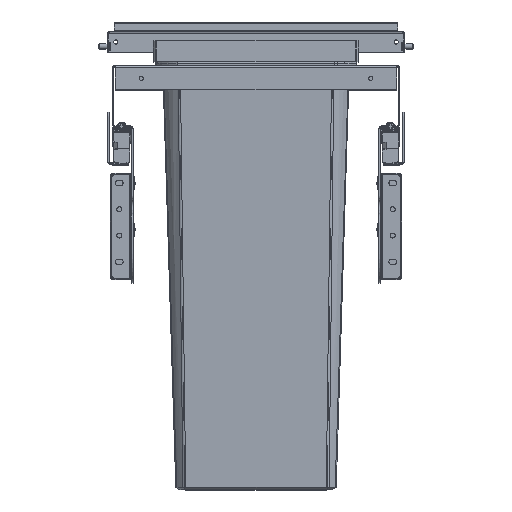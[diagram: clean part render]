
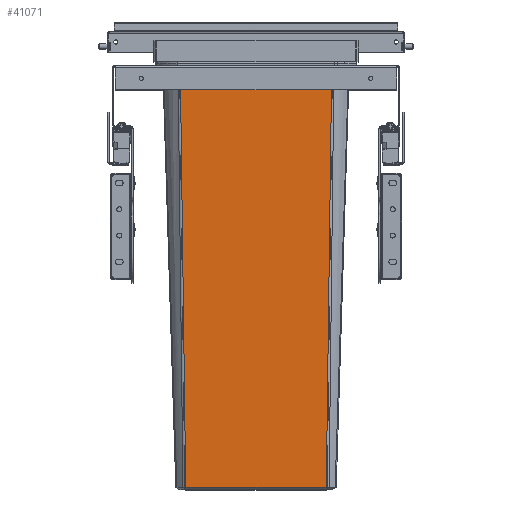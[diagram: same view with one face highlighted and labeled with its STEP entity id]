
A CAD part, top view. The second image highlights one B-rep face of the part: STEP entity #41071.
In plain terms, the highlighted planar face has unit normal (0, -0.031, 1).
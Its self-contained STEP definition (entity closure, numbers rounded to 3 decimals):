
#9055=EDGE_CURVE('9829',#20837,#20834,#20838,.T.);
#9131=EDGE_CURVE('9805',#20834,#20931,#20934,.T.);
#9133=EDGE_CURVE('9813',#20936,#20931,#20937,.T.);
#9135=EDGE_CURVE('9768',#20837,#20936,#20939,.T.);
#20834=VERTEX_POINT('',#40084);
#20837=VERTEX_POINT('',#40095);
#20838=LINE('',#40096,#40097);
#20931=VERTEX_POINT('',#40394);
#20934=B_SPLINE_CURVE_WITH_KNOTS('',3,(#40404,#40405,#40406,#40407,#40408,#40409),.UNSPECIFIED.,.F.,.F.,(4,1,1,4),(0.0,0.333,0.667,1.0),.UNSPECIFIED.);
#20936=VERTEX_POINT('',#40412);
#20937=LINE('',#40413,#40414);
#20939=B_SPLINE_CURVE_WITH_KNOTS('',3,(#40417,#40418,#40419,#40420,#40421,#40422),.UNSPECIFIED.,.F.,.F.,(4,1,1,4),(0.0,0.333,0.667,1.0),.UNSPECIFIED.);
#40084=CARTESIAN_POINT('',(-92.43,9.8,-15.429));
#40095=CARTESIAN_POINT('',(92.43,9.8,-15.429));
#40096=CARTESIAN_POINT('',(92.43,9.8,-15.429));
#40097=VECTOR('',#62078,184.86);
#40394=CARTESIAN_POINT('',(-85.632,-514.329,-31.767));
#40404=CARTESIAN_POINT('',(-92.43,9.8,-15.429));
#40405=CARTESIAN_POINT('',(-91.582,-56.972,-17.51));
#40406=CARTESIAN_POINT('',(-89.951,-184.81,-21.495));
#40407=CARTESIAN_POINT('',(-87.716,-358.071,-26.896));
#40408=CARTESIAN_POINT('',(-86.313,-463.993,-30.198));
#40409=CARTESIAN_POINT('',(-85.632,-514.329,-31.767));
#40412=CARTESIAN_POINT('',(85.632,-514.329,-31.767));
#40413=CARTESIAN_POINT('',(85.632,-514.329,-31.767));
#40414=VECTOR('',#62094,171.264);
#40417=CARTESIAN_POINT('',(92.43,9.8,-15.429));
#40418=CARTESIAN_POINT('',(91.582,-56.972,-17.51));
#40419=CARTESIAN_POINT('',(89.951,-184.809,-21.495));
#40420=CARTESIAN_POINT('',(87.716,-358.07,-26.896));
#40421=CARTESIAN_POINT('',(86.313,-463.993,-30.198));
#40422=CARTESIAN_POINT('',(85.632,-514.329,-31.767));
#41071=ADVANCED_FACE('7142',(#62462),#62463,.T.);
#62078=DIRECTION('',(-1.0,0.,0.0));
#62094=DIRECTION('',(-1.0,0.,0.0));
#62462=FACE_OUTER_BOUND('',#80460,.T.);
#62463=PLANE('',#80461);
#80460=EDGE_LOOP('',(#94964,#94965,#94966,#94967));
#80461=AXIS2_PLACEMENT_3D('',#94968,#94969,#94970);
#94964=ORIENTED_EDGE('',*,*,#9055,.T.);
#94965=ORIENTED_EDGE('',*,*,#9131,.T.);
#94966=ORIENTED_EDGE('',*,*,#9133,.F.);
#94967=ORIENTED_EDGE('',*,*,#9135,.F.);
#94968=CARTESIAN_POINT('',(0.0,-242.469,-23.292));
#94969=DIRECTION('',(0.0,-0.031,1.));
#94970=DIRECTION('',(0.0,1.,0.031));
